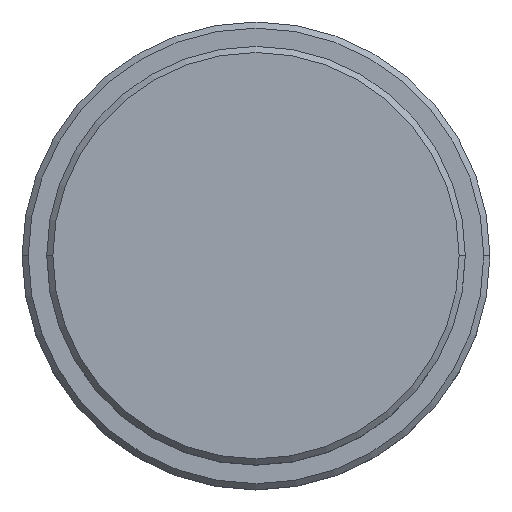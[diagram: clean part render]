
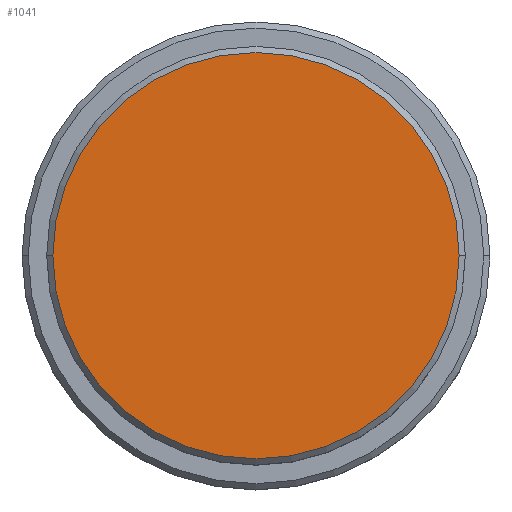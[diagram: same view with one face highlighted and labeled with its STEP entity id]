
A CAD part, top view. The second image highlights one B-rep face of the part: STEP entity #1041.
In plain terms, the highlighted planar face has unit normal (0, 0, 1).
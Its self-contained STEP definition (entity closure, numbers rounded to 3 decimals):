
#107 = DIRECTION ( 'NONE',  ( 1., 0., 0. ) ) ;
#144 = PLANE ( 'NONE',  #1106 ) ;
#194 = CIRCLE ( 'NONE', #1036, 16.5 ) ;
#223 = CARTESIAN_POINT ( 'NONE',  ( 0., 0., 0. ) ) ;
#335 = DIRECTION ( 'NONE',  ( 1., 0., 0. ) ) ;
#444 = VERTEX_POINT ( 'NONE', #1133 ) ;
#481 = DIRECTION ( 'NONE',  ( 1., 0., 0. ) ) ;
#493 = ORIENTED_EDGE ( 'NONE', *, *, #892, .T. ) ;
#509 = AXIS2_PLACEMENT_3D ( 'NONE', #1416, #865, #107 ) ;
#541 = DIRECTION ( 'NONE',  ( 0., 0., 1. ) ) ;
#581 = CARTESIAN_POINT ( 'NONE',  ( 0., 0., 0. ) ) ;
#680 = FACE_OUTER_BOUND ( 'NONE', #705, .T. ) ;
#705 = EDGE_LOOP ( 'NONE', ( #832, #493 ) ) ;
#832 = ORIENTED_EDGE ( 'NONE', *, *, #1160, .T. ) ;
#865 = DIRECTION ( 'NONE',  ( 0., 0., 1. ) ) ;
#892 = EDGE_CURVE ( 'NONE', #1389, #444, #948, .T. ) ;
#948 = CIRCLE ( 'NONE', #509, 16.5 ) ;
#1021 = DIRECTION ( 'NONE',  ( 0., 0., 1. ) ) ;
#1036 = AXIS2_PLACEMENT_3D ( 'NONE', #223, #541, #335 ) ;
#1041 = ADVANCED_FACE ( 'NONE', ( #680 ), #144, .T. ) ;
#1054 = CARTESIAN_POINT ( 'NONE',  ( 16.5, 0., 0. ) ) ;
#1106 = AXIS2_PLACEMENT_3D ( 'NONE', #581, #1021, #481 ) ;
#1133 = CARTESIAN_POINT ( 'NONE',  ( -16.5, 0., 0. ) ) ;
#1160 = EDGE_CURVE ( 'NONE', #444, #1389, #194, .T. ) ;
#1389 = VERTEX_POINT ( 'NONE', #1054 ) ;
#1416 = CARTESIAN_POINT ( 'NONE',  ( 0., 0., 0. ) ) ;
